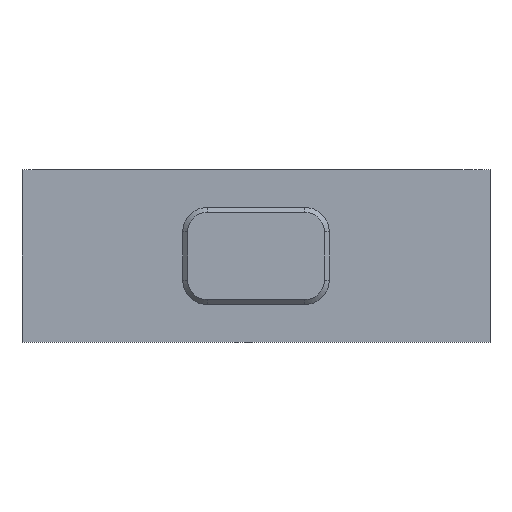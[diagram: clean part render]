
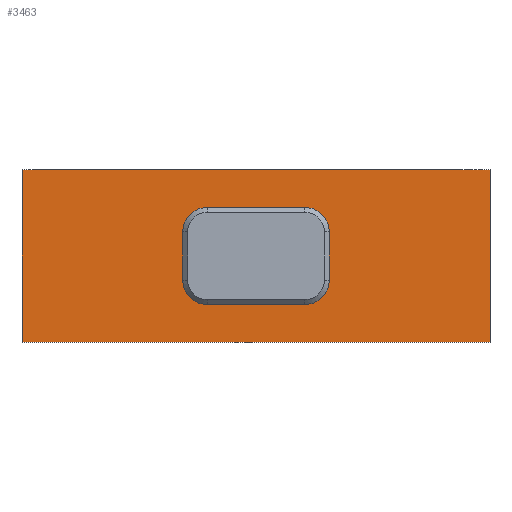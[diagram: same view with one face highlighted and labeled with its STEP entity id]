
A CAD part, front view. The second image highlights one B-rep face of the part: STEP entity #3463.
In plain terms, the highlighted planar face has unit normal (0, -1, 0).
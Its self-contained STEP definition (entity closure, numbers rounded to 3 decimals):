
#248 = EDGE_LOOP ( 'NONE', ( #314, #2128, #1234, #255, #6809, #1447, #4899, #1928 ) ) ;
#255 = ORIENTED_EDGE ( 'NONE', *, *, #1783, .F. ) ;
#298 = CARTESIAN_POINT ( 'NONE',  ( -95., -48.5, 0. ) ) ;
#314 = ORIENTED_EDGE ( 'NONE', *, *, #2153, .F. ) ;
#323 = CARTESIAN_POINT ( 'NONE',  ( -19.75, -48.5, 25.25 ) ) ;
#404 = DIRECTION ( 'NONE',  ( 0., -1., 0. ) ) ;
#418 = EDGE_CURVE ( 'NONE', #569, #4921, #1771, .T. ) ;
#494 = CIRCLE ( 'NONE', #7253, 10. ) ;
#545 = CARTESIAN_POINT ( 'NONE',  ( -19.75, -48.5, 15.25 ) ) ;
#569 = VERTEX_POINT ( 'NONE', #7104 ) ;
#695 = CARTESIAN_POINT ( 'NONE',  ( 19.75, -48.5, 54.75 ) ) ;
#1215 = CARTESIAN_POINT ( 'NONE',  ( -19.75, -48.5, 15.25 ) ) ;
#1234 = ORIENTED_EDGE ( 'NONE', *, *, #1857, .F. ) ;
#1414 = DIRECTION ( 'NONE',  ( 0., 0., -1. ) ) ;
#1420 = ORIENTED_EDGE ( 'NONE', *, *, #7138, .F. ) ;
#1447 = ORIENTED_EDGE ( 'NONE', *, *, #418, .F. ) ;
#1451 = VERTEX_POINT ( 'NONE', #5419 ) ;
#1510 = CARTESIAN_POINT ( 'NONE',  ( 19.75, -48.5, 44.75 ) ) ;
#1565 = ORIENTED_EDGE ( 'NONE', *, *, #6018, .F. ) ;
#1568 = EDGE_CURVE ( 'NONE', #6094, #5969, #6912, .T. ) ;
#1644 = DIRECTION ( 'NONE',  ( 0., 0., 1. ) ) ;
#1690 = VERTEX_POINT ( 'NONE', #2977 ) ;
#1721 = VERTEX_POINT ( 'NONE', #4678 ) ;
#1771 = LINE ( 'NONE', #2267, #5101 ) ;
#1783 = EDGE_CURVE ( 'NONE', #7135, #1451, #5785, .T. ) ;
#1857 = EDGE_CURVE ( 'NONE', #1451, #6094, #6270, .T. ) ;
#1903 = VECTOR ( 'NONE', #4312, 1000. ) ;
#1928 = ORIENTED_EDGE ( 'NONE', *, *, #2756, .F. ) ;
#1932 = CIRCLE ( 'NONE', #2415, 10. ) ;
#2128 = ORIENTED_EDGE ( 'NONE', *, *, #1568, .F. ) ;
#2153 = EDGE_CURVE ( 'NONE', #5969, #3351, #494, .T. ) ;
#2159 = DIRECTION ( 'NONE',  ( 0., 0., 1. ) ) ;
#2239 = DIRECTION ( 'NONE',  ( 0., 0., -1. ) ) ;
#2267 = CARTESIAN_POINT ( 'NONE',  ( 29.75, -48.5, 44.75 ) ) ;
#2415 = AXIS2_PLACEMENT_3D ( 'NONE', #1510, #404, #2159 ) ;
#2520 = EDGE_CURVE ( 'NONE', #3443, #6398, #4772, .T. ) ;
#2756 = EDGE_CURVE ( 'NONE', #3351, #3642, #6054, .T. ) ;
#2902 = CIRCLE ( 'NONE', #6451, 10. ) ;
#2977 = CARTESIAN_POINT ( 'NONE',  ( 95., -48.5, 0. ) ) ;
#3118 = AXIS2_PLACEMENT_3D ( 'NONE', #4824, #5404, #1414 ) ;
#3238 = CARTESIAN_POINT ( 'NONE',  ( 29.75, -48.5, 44.75 ) ) ;
#3249 = DIRECTION ( 'NONE',  ( 0., 0., -1. ) ) ;
#3296 = ORIENTED_EDGE ( 'NONE', *, *, #6390, .T. ) ;
#3351 = VERTEX_POINT ( 'NONE', #545 ) ;
#3420 = VECTOR ( 'NONE', #4218, 1000. ) ;
#3439 = VECTOR ( 'NONE', #5261, 1000. ) ;
#3443 = VERTEX_POINT ( 'NONE', #7425 ) ;
#3463 = ADVANCED_FACE ( 'NONE', ( #5634, #6928 ), #6766, .F. ) ;
#3642 = VERTEX_POINT ( 'NONE', #5270 ) ;
#3646 = DIRECTION ( 'NONE',  ( 0., 0., -1. ) ) ;
#3844 = CARTESIAN_POINT ( 'NONE',  ( -29.75, -48.5, 44.75 ) ) ;
#3872 = DIRECTION ( 'NONE',  ( 0., 0., 1. ) ) ;
#4218 = DIRECTION ( 'NONE',  ( 0., 0., -1. ) ) ;
#4312 = DIRECTION ( 'NONE',  ( 1., 0., 0. ) ) ;
#4359 = EDGE_CURVE ( 'NONE', #4921, #7135, #1932, .T. ) ;
#4463 = CARTESIAN_POINT ( 'NONE',  ( 19.75, -48.5, 25.25 ) ) ;
#4519 = DIRECTION ( 'NONE',  ( 0., 1., 0. ) ) ;
#4635 = CARTESIAN_POINT ( 'NONE',  ( -19.75, -48.5, 54.75 ) ) ;
#4663 = VECTOR ( 'NONE', #5266, 1000. ) ;
#4678 = CARTESIAN_POINT ( 'NONE',  ( 95., -48.5, 70. ) ) ;
#4754 = CARTESIAN_POINT ( 'NONE',  ( -29.75, -48.5, 25.25 ) ) ;
#4772 = LINE ( 'NONE', #5954, #6700 ) ;
#4824 = CARTESIAN_POINT ( 'NONE',  ( -19.75, -48.5, 44.75 ) ) ;
#4899 = ORIENTED_EDGE ( 'NONE', *, *, #5698, .F. ) ;
#4921 = VERTEX_POINT ( 'NONE', #3238 ) ;
#5098 = DIRECTION ( 'NONE',  ( 0., -1., 0. ) ) ;
#5101 = VECTOR ( 'NONE', #1644, 1000. ) ;
#5261 = DIRECTION ( 'NONE',  ( -1., 0., 0. ) ) ;
#5266 = DIRECTION ( 'NONE',  ( 1., 0., 0. ) ) ;
#5270 = CARTESIAN_POINT ( 'NONE',  ( 19.75, -48.5, 15.25 ) ) ;
#5345 = VECTOR ( 'NONE', #3249, 1000. ) ;
#5404 = DIRECTION ( 'NONE',  ( 0., -1., 0. ) ) ;
#5419 = CARTESIAN_POINT ( 'NONE',  ( -19.75, -48.5, 54.75 ) ) ;
#5577 = EDGE_LOOP ( 'NONE', ( #3296, #1565, #1420, #7224 ) ) ;
#5628 = CARTESIAN_POINT ( 'NONE',  ( -95., -48.5, 70. ) ) ;
#5634 = FACE_OUTER_BOUND ( 'NONE', #5577, .T. ) ;
#5698 = EDGE_CURVE ( 'NONE', #3642, #569, #2902, .T. ) ;
#5770 = CARTESIAN_POINT ( 'NONE',  ( -95., -48.5, 70. ) ) ;
#5785 = LINE ( 'NONE', #4635, #3439 ) ;
#5954 = CARTESIAN_POINT ( 'NONE',  ( -95., -48.5, 70. ) ) ;
#5969 = VERTEX_POINT ( 'NONE', #4754 ) ;
#6018 = EDGE_CURVE ( 'NONE', #1721, #1690, #6982, .T. ) ;
#6037 = AXIS2_PLACEMENT_3D ( 'NONE', #5628, #4519, #3872 ) ;
#6040 = LINE ( 'NONE', #5770, #4663 ) ;
#6054 = LINE ( 'NONE', #1215, #7421 ) ;
#6057 = LINE ( 'NONE', #298, #1903 ) ;
#6094 = VERTEX_POINT ( 'NONE', #3844 ) ;
#6144 = CARTESIAN_POINT ( 'NONE',  ( -29.75, -48.5, 44.75 ) ) ;
#6270 = CIRCLE ( 'NONE', #3118, 10. ) ;
#6390 = EDGE_CURVE ( 'NONE', #6398, #1690, #6057, .T. ) ;
#6398 = VERTEX_POINT ( 'NONE', #7211 ) ;
#6451 = AXIS2_PLACEMENT_3D ( 'NONE', #4463, #5098, #2239 ) ;
#6491 = CARTESIAN_POINT ( 'NONE',  ( 95., -48.5, 70. ) ) ;
#6670 = DIRECTION ( 'NONE',  ( 0., -1., 0. ) ) ;
#6700 = VECTOR ( 'NONE', #3646, 1000. ) ;
#6766 = PLANE ( 'NONE',  #6037 ) ;
#6809 = ORIENTED_EDGE ( 'NONE', *, *, #4359, .F. ) ;
#6851 = DIRECTION ( 'NONE',  ( 1., 0., 0. ) ) ;
#6912 = LINE ( 'NONE', #6144, #5345 ) ;
#6928 = FACE_BOUND ( 'NONE', #248, .T. ) ;
#6982 = LINE ( 'NONE', #6491, #3420 ) ;
#7104 = CARTESIAN_POINT ( 'NONE',  ( 29.75, -48.5, 25.25 ) ) ;
#7135 = VERTEX_POINT ( 'NONE', #695 ) ;
#7138 = EDGE_CURVE ( 'NONE', #3443, #1721, #6040, .T. ) ;
#7211 = CARTESIAN_POINT ( 'NONE',  ( -95., -48.5, 0. ) ) ;
#7224 = ORIENTED_EDGE ( 'NONE', *, *, #2520, .T. ) ;
#7253 = AXIS2_PLACEMENT_3D ( 'NONE', #323, #6670, #7257 ) ;
#7257 = DIRECTION ( 'NONE',  ( 0., 0., -1. ) ) ;
#7421 = VECTOR ( 'NONE', #6851, 1000. ) ;
#7425 = CARTESIAN_POINT ( 'NONE',  ( -95., -48.5, 70. ) ) ;
